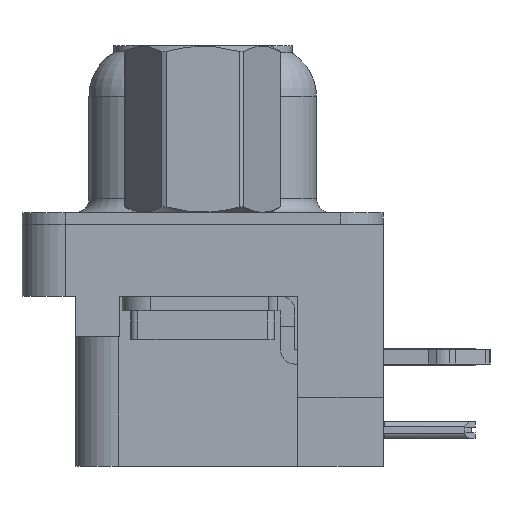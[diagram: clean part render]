
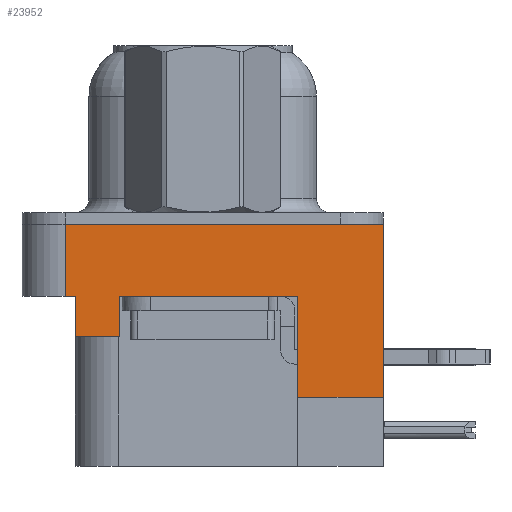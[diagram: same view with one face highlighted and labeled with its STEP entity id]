
A CAD part, left-side view. The second image highlights one B-rep face of the part: STEP entity #23952.
In plain terms, the highlighted planar face has unit normal (-1, 0, 0).
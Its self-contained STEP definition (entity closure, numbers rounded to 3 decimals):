
#20 = CARTESIAN_POINT ( 'NONE',  ( -2.935, 4.775, 0. ) ) ;
#196 = DIRECTION ( 'NONE',  ( 0., 0., 1. ) ) ;
#208 = PLANE ( 'NONE',  #29290 ) ;
#474 = EDGE_CURVE ( 'NONE', #21553, #6660, #6324, .T. ) ;
#773 = ORIENTED_EDGE ( 'NONE', *, *, #24062, .F. ) ;
#832 = DIRECTION ( 'NONE',  ( 0., 0., 1. ) ) ;
#872 = ORIENTED_EDGE ( 'NONE', *, *, #26714, .T. ) ;
#1185 = VECTOR ( 'NONE', #19970, 1000. ) ;
#1912 = EDGE_CURVE ( 'NONE', #9060, #4105, #30449, .T. ) ;
#2224 = LINE ( 'NONE', #25033, #17794 ) ;
#2511 = CARTESIAN_POINT ( 'NONE',  ( -2.935, -6.275, -2.5 ) ) ;
#2748 = ORIENTED_EDGE ( 'NONE', *, *, #10009, .F. ) ;
#2755 = CARTESIAN_POINT ( 'NONE',  ( -2.935, 4.425, -3.9 ) ) ;
#2767 = DIRECTION ( 'NONE',  ( 0., 0., 1. ) ) ;
#3005 = DIRECTION ( 'NONE',  ( 0., 1., 0. ) ) ;
#3025 = VECTOR ( 'NONE', #28312, 1000. ) ;
#3036 = CARTESIAN_POINT ( 'NONE',  ( -2.935, -6.275, 0. ) ) ;
#3557 = EDGE_CURVE ( 'NONE', #9060, #5818, #8234, .T. ) ;
#4105 = VERTEX_POINT ( 'NONE', #4248 ) ;
#4248 = CARTESIAN_POINT ( 'NONE',  ( -2.935, -3.295, -6. ) ) ;
#4490 = CARTESIAN_POINT ( 'NONE',  ( -2.935, 2.895, -3.9 ) ) ;
#4854 = VECTOR ( 'NONE', #832, 1000. ) ;
#4904 = VECTOR ( 'NONE', #8452, 1000. ) ;
#4919 = EDGE_CURVE ( 'NONE', #21456, #29882, #25101, .T. ) ;
#4939 = CARTESIAN_POINT ( 'NONE',  ( -2.935, 4.425, -3.9 ) ) ;
#5056 = DIRECTION ( 'NONE',  ( 0., 0., 1. ) ) ;
#5232 = ORIENTED_EDGE ( 'NONE', *, *, #25888, .T. ) ;
#5547 = VECTOR ( 'NONE', #3005, 1000. ) ;
#5818 = VERTEX_POINT ( 'NONE', #11330 ) ;
#5900 = DIRECTION ( 'NONE',  ( 0., 0., 1. ) ) ;
#6093 = CARTESIAN_POINT ( 'NONE',  ( -2.935, 2.895, -2.5 ) ) ;
#6324 = LINE ( 'NONE', #14801, #5547 ) ;
#6387 = LINE ( 'NONE', #17801, #4854 ) ;
#6660 = VERTEX_POINT ( 'NONE', #2755 ) ;
#6900 = CARTESIAN_POINT ( 'NONE',  ( -2.935, -6.275, -2.5 ) ) ;
#6996 = VERTEX_POINT ( 'NONE', #30885 ) ;
#7535 = ORIENTED_EDGE ( 'NONE', *, *, #474, .F. ) ;
#7633 = DIRECTION ( 'NONE',  ( 0., -1., 0. ) ) ;
#8234 = LINE ( 'NONE', #6900, #20361 ) ;
#8384 = LINE ( 'NONE', #3036, #1185 ) ;
#8452 = DIRECTION ( 'NONE',  ( 0., 1., 0. ) ) ;
#9060 = VERTEX_POINT ( 'NONE', #23539 ) ;
#9883 = FACE_OUTER_BOUND ( 'NONE', #17685, .T. ) ;
#10009 = EDGE_CURVE ( 'NONE', #11483, #16081, #15976, .T. ) ;
#10527 = LINE ( 'NONE', #12509, #11298 ) ;
#11298 = VECTOR ( 'NONE', #7633, 1000. ) ;
#11330 = CARTESIAN_POINT ( 'NONE',  ( -2.935, -6.275, 0. ) ) ;
#11483 = VERTEX_POINT ( 'NONE', #13411 ) ;
#11644 = EDGE_CURVE ( 'NONE', #6660, #6996, #19519, .T. ) ;
#12509 = CARTESIAN_POINT ( 'NONE',  ( -2.935, -6.275, -2.5 ) ) ;
#13411 = CARTESIAN_POINT ( 'NONE',  ( -2.935, 4.775, -2.5 ) ) ;
#14801 = CARTESIAN_POINT ( 'NONE',  ( -2.935, 4.425, -3.9 ) ) ;
#15719 = ORIENTED_EDGE ( 'NONE', *, *, #4919, .T. ) ;
#15976 = LINE ( 'NONE', #28223, #3025 ) ;
#16081 = VERTEX_POINT ( 'NONE', #20 ) ;
#17564 = EDGE_CURVE ( 'NONE', #4105, #29882, #6387, .T. ) ;
#17685 = EDGE_LOOP ( 'NONE', ( #19205, #29709, #773, #2748, #872, #25232, #7535, #5232, #15719, #24623 ) ) ;
#17794 = VECTOR ( 'NONE', #5900, 1000. ) ;
#17801 = CARTESIAN_POINT ( 'NONE',  ( -2.935, -3.295, -8.4 ) ) ;
#18794 = VECTOR ( 'NONE', #28832, 1000. ) ;
#19205 = ORIENTED_EDGE ( 'NONE', *, *, #1912, .F. ) ;
#19519 = LINE ( 'NONE', #4939, #24324 ) ;
#19555 = DIRECTION ( 'NONE',  ( -1., 0., 0. ) ) ;
#19970 = DIRECTION ( 'NONE',  ( 0., -1., 0. ) ) ;
#20361 = VECTOR ( 'NONE', #2767, 1000. ) ;
#21456 = VERTEX_POINT ( 'NONE', #6093 ) ;
#21553 = VERTEX_POINT ( 'NONE', #4490 ) ;
#23307 = CARTESIAN_POINT ( 'NONE',  ( -2.935, -3.295, -2.5 ) ) ;
#23539 = CARTESIAN_POINT ( 'NONE',  ( -2.935, -6.275, -6. ) ) ;
#23952 = ADVANCED_FACE ( 'NONE', ( #9883 ), #208, .T. ) ;
#24062 = EDGE_CURVE ( 'NONE', #16081, #5818, #8384, .T. ) ;
#24324 = VECTOR ( 'NONE', #196, 1000. ) ;
#24623 = ORIENTED_EDGE ( 'NONE', *, *, #17564, .F. ) ;
#25033 = CARTESIAN_POINT ( 'NONE',  ( -2.935, 2.895, -3.9 ) ) ;
#25101 = LINE ( 'NONE', #28869, #18794 ) ;
#25232 = ORIENTED_EDGE ( 'NONE', *, *, #11644, .F. ) ;
#25755 = CARTESIAN_POINT ( 'NONE',  ( -2.935, -6.495, -6. ) ) ;
#25888 = EDGE_CURVE ( 'NONE', #21553, #21456, #2224, .T. ) ;
#26714 = EDGE_CURVE ( 'NONE', #11483, #6996, #10527, .T. ) ;
#28223 = CARTESIAN_POINT ( 'NONE',  ( -2.935, 4.775, -2.5 ) ) ;
#28312 = DIRECTION ( 'NONE',  ( 0., 0., 1. ) ) ;
#28832 = DIRECTION ( 'NONE',  ( 0., -1., 0. ) ) ;
#28869 = CARTESIAN_POINT ( 'NONE',  ( -2.935, -6.275, -2.5 ) ) ;
#29290 = AXIS2_PLACEMENT_3D ( 'NONE', #2511, #19555, #5056 ) ;
#29709 = ORIENTED_EDGE ( 'NONE', *, *, #3557, .T. ) ;
#29882 = VERTEX_POINT ( 'NONE', #23307 ) ;
#30449 = LINE ( 'NONE', #25755, #4904 ) ;
#30885 = CARTESIAN_POINT ( 'NONE',  ( -2.935, 4.425, -2.5 ) ) ;
